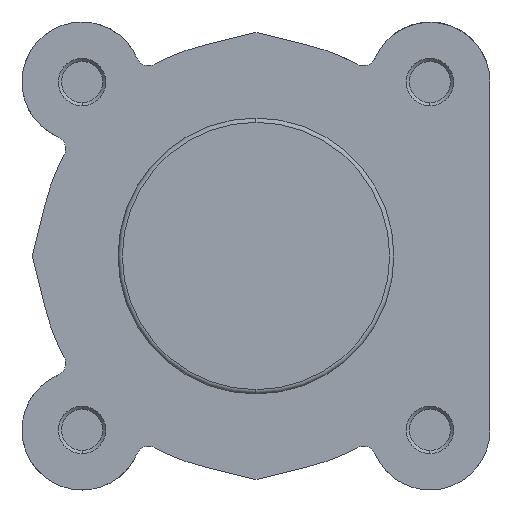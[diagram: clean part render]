
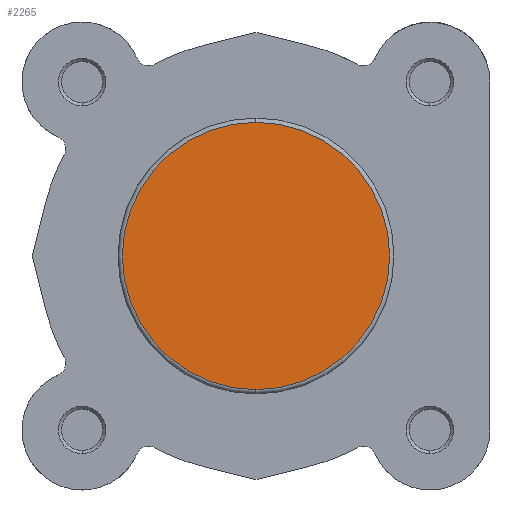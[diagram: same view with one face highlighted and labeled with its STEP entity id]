
A CAD part, left-side view. The second image highlights one B-rep face of the part: STEP entity #2265.
In plain terms, the highlighted planar face has unit normal (-1, 0, 0).
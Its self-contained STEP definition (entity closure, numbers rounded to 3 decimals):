
#3 = FACE_OUTER_BOUND ( 'NONE', #4384, .T. ) ;
#683 = CIRCLE ( 'NONE', #6907, 21.7 ) ;
#854 = CIRCLE ( 'NONE', #6982, 21.7 ) ;
#1922 = CARTESIAN_POINT ( 'NONE',  ( 0., 0., 0. ) ) ;
#1929 = DIRECTION ( 'NONE',  ( -1., 0., 0. ) ) ;
#1930 = DIRECTION ( 'NONE',  ( 0., 0., -1. ) ) ;
#2265 = ADVANCED_FACE ( 'NONE', ( #3 ), #6337, .F. ) ;
#2382 = ORIENTED_EDGE ( 'NONE', *, *, #5030, .T. ) ;
#2422 = ORIENTED_EDGE ( 'NONE', *, *, #5154, .T. ) ;
#2704 = CARTESIAN_POINT ( 'NONE',  ( 0., 0., 0. ) ) ;
#2711 = DIRECTION ( 'NONE',  ( -1., 0., 0. ) ) ;
#2712 = DIRECTION ( 'NONE',  ( 0., 0., -1. ) ) ;
#3012 = CARTESIAN_POINT ( 'NONE',  ( 0., 0., 21.7 ) ) ;
#3013 = CARTESIAN_POINT ( 'NONE',  ( 0., 0., -21.7 ) ) ;
#4384 = EDGE_LOOP ( 'NONE', ( #2422, #2382 ) ) ;
#5030 = EDGE_CURVE ( 'NONE', #5549, #5550, #683, .T. ) ;
#5154 = EDGE_CURVE ( 'NONE', #5550, #5549, #854, .T. ) ;
#5549 = VERTEX_POINT ( 'NONE', #3012 ) ;
#5550 = VERTEX_POINT ( 'NONE', #3013 ) ;
#6336 = CARTESIAN_POINT ( 'NONE',  ( 0., 22.4, 0. ) ) ;
#6337 = PLANE ( 'NONE',  #6641 ) ;
#6339 = DIRECTION ( 'NONE',  ( 1., 0., 0. ) ) ;
#6340 = DIRECTION ( 'NONE',  ( 0., 0., -1. ) ) ;
#6641 = AXIS2_PLACEMENT_3D ( 'NONE', #6336, #6339, #6340 ) ;
#6907 = AXIS2_PLACEMENT_3D ( 'NONE', #1922, #1929, #1930 ) ;
#6982 = AXIS2_PLACEMENT_3D ( 'NONE', #2704, #2711, #2712 ) ;
